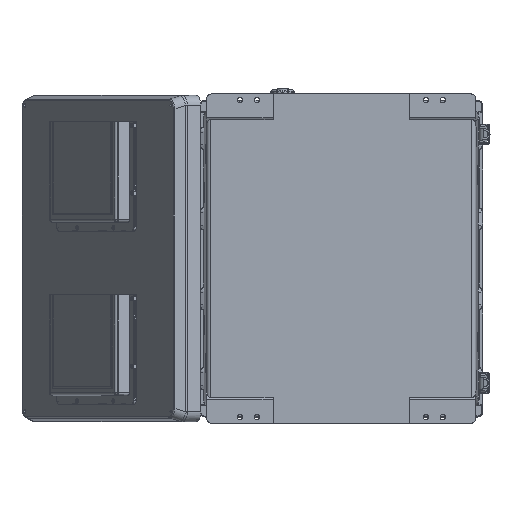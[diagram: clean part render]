
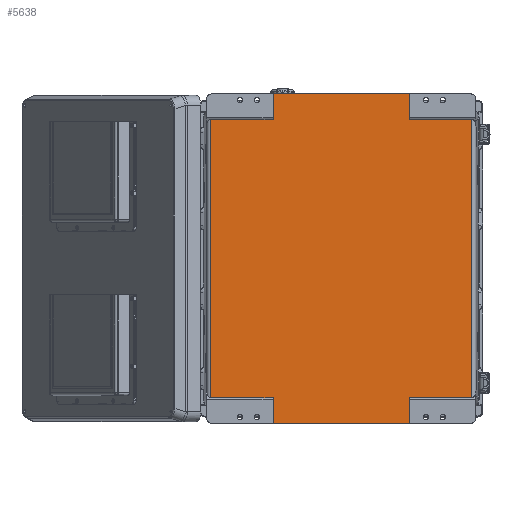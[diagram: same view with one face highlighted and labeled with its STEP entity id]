
A CAD part, front view. The second image highlights one B-rep face of the part: STEP entity #5638.
In plain terms, the highlighted planar face has unit normal (0, -1, 0).
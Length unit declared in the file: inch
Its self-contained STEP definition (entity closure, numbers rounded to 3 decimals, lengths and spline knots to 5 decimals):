
#725 = ORIENTED_EDGE ( 'NONE', *, *, #10850, .F. ) ;
#1013 = EDGE_CURVE ( 'NONE', #14270, #35780, #57439, .T. ) ;
#2132 = CARTESIAN_POINT ( 'NONE',  ( 7.73754, 0.05906, -1.51961 ) ) ;
#3201 = VERTEX_POINT ( 'NONE', #117965 ) ;
#5638 = ADVANCED_FACE ( 'NONE', ( #39190 ), #10526, .F. ) ;
#7518 = DIRECTION ( 'NONE',  ( -1., 0., 0. ) ) ;
#8268 = EDGE_CURVE ( 'NONE', #11096, #86533, #16302, .T. ) ;
#8997 = ORIENTED_EDGE ( 'NONE', *, *, #29749, .F. ) ;
#9240 = VECTOR ( 'NONE', #7518, 39.37008 ) ;
#10167 = DIRECTION ( 'NONE',  ( 0., 0., 1. ) ) ;
#10526 = PLANE ( 'NONE',  #48074 ) ;
#10538 = ORIENTED_EDGE ( 'NONE', *, *, #83857, .T. ) ;
#10850 = EDGE_CURVE ( 'NONE', #51308, #20034, #33054, .T. ) ;
#11096 = VERTEX_POINT ( 'NONE', #88779 ) ;
#14270 = VERTEX_POINT ( 'NONE', #33475 ) ;
#14771 = EDGE_CURVE ( 'NONE', #82410, #35780, #72992, .T. ) ;
#16302 = LINE ( 'NONE', #80457, #81492 ) ;
#17961 = CARTESIAN_POINT ( 'NONE',  ( 7.73754, 0.05906, -17.96858 ) ) ;
#18898 = VECTOR ( 'NONE', #111335, 39.37008 ) ;
#20034 = VERTEX_POINT ( 'NONE', #95344 ) ;
#24271 = CARTESIAN_POINT ( 'NONE',  ( 4.03163, 0.05906, 0. ) ) ;
#29749 = EDGE_CURVE ( 'NONE', #86533, #14270, #70700, .T. ) ;
#29920 = CARTESIAN_POINT ( 'NONE',  ( 4.03163, 0.05906, -19.48819 ) ) ;
#33054 = LINE ( 'NONE', #68412, #9240 ) ;
#33114 = DIRECTION ( 'NONE',  ( 0., 1., 0. ) ) ;
#33159 = DIRECTION ( 'NONE',  ( -1., 0., 0. ) ) ;
#33475 = CARTESIAN_POINT ( 'NONE',  ( -4.03163, 0.05906, -1.51961 ) ) ;
#33601 = VECTOR ( 'NONE', #37259, 39.37008 ) ;
#35780 = VERTEX_POINT ( 'NONE', #127515 ) ;
#37259 = DIRECTION ( 'NONE',  ( 0., 0., -1. ) ) ;
#39190 = FACE_OUTER_BOUND ( 'NONE', #68146, .T. ) ;
#39981 = DIRECTION ( 'NONE',  ( 0., 0., -1. ) ) ;
#41978 = VECTOR ( 'NONE', #39981, 39.37008 ) ;
#42128 = CARTESIAN_POINT ( 'NONE',  ( 4.03163, 0.05906, -17.96858 ) ) ;
#45017 = ORIENTED_EDGE ( 'NONE', *, *, #8268, .F. ) ;
#45175 = DIRECTION ( 'NONE',  ( 1., 0., 0. ) ) ;
#47566 = ORIENTED_EDGE ( 'NONE', *, *, #14771, .T. ) ;
#47819 = CARTESIAN_POINT ( 'NONE',  ( -4.03163, 0.05906, 0.85787 ) ) ;
#48074 = AXIS2_PLACEMENT_3D ( 'NONE', #102182, #33114, #94131 ) ;
#49122 = CARTESIAN_POINT ( 'NONE',  ( 4.03163, 0.05906, 0.85787 ) ) ;
#51308 = VERTEX_POINT ( 'NONE', #29920 ) ;
#54495 = CARTESIAN_POINT ( 'NONE',  ( 8.11811, 0.05906, -1.51961 ) ) ;
#57359 = LINE ( 'NONE', #130429, #81254 ) ;
#57439 = LINE ( 'NONE', #47819, #86177 ) ;
#57649 = VERTEX_POINT ( 'NONE', #2132 ) ;
#57748 = DIRECTION ( 'NONE',  ( 0., 0., 1. ) ) ;
#60009 = EDGE_CURVE ( 'NONE', #105089, #51308, #64331, .T. ) ;
#63805 = VECTOR ( 'NONE', #65563, 39.37008 ) ;
#64331 = LINE ( 'NONE', #101017, #41978 ) ;
#65516 = VECTOR ( 'NONE', #45175, 39.37008 ) ;
#65563 = DIRECTION ( 'NONE',  ( -1., 0., 0. ) ) ;
#68146 = EDGE_LOOP ( 'NONE', ( #45017, #94506, #80453, #725, #126138, #127987, #125366, #10538, #126832, #47566, #70291, #8997 ) ) ;
#68412 = CARTESIAN_POINT ( 'NONE',  ( 8.11811, 0.05906, -19.48819 ) ) ;
#69366 = CARTESIAN_POINT ( 'NONE',  ( 8.11811, 0.05906, 0. ) ) ;
#69961 = EDGE_CURVE ( 'NONE', #94894, #57649, #57359, .T. ) ;
#70291 = ORIENTED_EDGE ( 'NONE', *, *, #1013, .F. ) ;
#70700 = LINE ( 'NONE', #125332, #115461 ) ;
#72992 = LINE ( 'NONE', #69366, #18898 ) ;
#73982 = DIRECTION ( 'NONE',  ( 1., 0., 0. ) ) ;
#76472 = CARTESIAN_POINT ( 'NONE',  ( -7.73754, 0.05906, -1.51961 ) ) ;
#78068 = EDGE_CURVE ( 'NONE', #92701, #20034, #105285, .T. ) ;
#78119 = VECTOR ( 'NONE', #99016, 39.37008 ) ;
#78336 = LINE ( 'NONE', #54495, #111848 ) ;
#80453 = ORIENTED_EDGE ( 'NONE', *, *, #78068, .T. ) ;
#80457 = CARTESIAN_POINT ( 'NONE',  ( -7.73754, 0.05906, -1.51961 ) ) ;
#81254 = VECTOR ( 'NONE', #57748, 39.37008 ) ;
#81492 = VECTOR ( 'NONE', #10167, 39.37008 ) ;
#82410 = VERTEX_POINT ( 'NONE', #24271 ) ;
#83857 = EDGE_CURVE ( 'NONE', #57649, #3201, #78336, .T. ) ;
#83897 = EDGE_CURVE ( 'NONE', #11096, #92701, #119792, .T. ) ;
#85639 = CARTESIAN_POINT ( 'NONE',  ( -8.11811, 0.05906, -17.96858 ) ) ;
#86177 = VECTOR ( 'NONE', #119561, 39.37008 ) ;
#86533 = VERTEX_POINT ( 'NONE', #76472 ) ;
#87334 = CARTESIAN_POINT ( 'NONE',  ( 8.11811, 0.05906, -17.96858 ) ) ;
#88779 = CARTESIAN_POINT ( 'NONE',  ( -7.73754, 0.05906, -17.96858 ) ) ;
#92701 = VERTEX_POINT ( 'NONE', #127024 ) ;
#94131 = DIRECTION ( 'NONE',  ( 0., 0., 1. ) ) ;
#94506 = ORIENTED_EDGE ( 'NONE', *, *, #83897, .T. ) ;
#94894 = VERTEX_POINT ( 'NONE', #17961 ) ;
#95344 = CARTESIAN_POINT ( 'NONE',  ( -4.03163, 0.05906, -19.48819 ) ) ;
#98761 = LINE ( 'NONE', #49122, #78119 ) ;
#98813 = LINE ( 'NONE', #87334, #63805 ) ;
#99016 = DIRECTION ( 'NONE',  ( 0., 0., 1. ) ) ;
#101017 = CARTESIAN_POINT ( 'NONE',  ( 4.03163, 0.05906, -20.34606 ) ) ;
#102182 = CARTESIAN_POINT ( 'NONE',  ( 8.11811, 0.05906, -1.51961 ) ) ;
#105089 = VERTEX_POINT ( 'NONE', #42128 ) ;
#105285 = LINE ( 'NONE', #108090, #33601 ) ;
#108090 = CARTESIAN_POINT ( 'NONE',  ( -4.03163, 0.05906, -20.34606 ) ) ;
#111335 = DIRECTION ( 'NONE',  ( -1., 0., 0. ) ) ;
#111848 = VECTOR ( 'NONE', #33159, 39.37008 ) ;
#115461 = VECTOR ( 'NONE', #73982, 39.37008 ) ;
#116179 = EDGE_CURVE ( 'NONE', #94894, #105089, #98813, .T. ) ;
#117484 = EDGE_CURVE ( 'NONE', #3201, #82410, #98761, .T. ) ;
#117965 = CARTESIAN_POINT ( 'NONE',  ( 4.03163, 0.05906, -1.51961 ) ) ;
#119561 = DIRECTION ( 'NONE',  ( 0., 0., 1. ) ) ;
#119792 = LINE ( 'NONE', #85639, #65516 ) ;
#125332 = CARTESIAN_POINT ( 'NONE',  ( -8.11811, 0.05906, -1.51961 ) ) ;
#125366 = ORIENTED_EDGE ( 'NONE', *, *, #69961, .T. ) ;
#126138 = ORIENTED_EDGE ( 'NONE', *, *, #60009, .F. ) ;
#126832 = ORIENTED_EDGE ( 'NONE', *, *, #117484, .T. ) ;
#127024 = CARTESIAN_POINT ( 'NONE',  ( -4.03163, 0.05906, -17.96858 ) ) ;
#127515 = CARTESIAN_POINT ( 'NONE',  ( -4.03163, 0.05906, 0. ) ) ;
#127987 = ORIENTED_EDGE ( 'NONE', *, *, #116179, .F. ) ;
#130429 = CARTESIAN_POINT ( 'NONE',  ( 7.73754, 0.05906, -1.51961 ) ) ;
